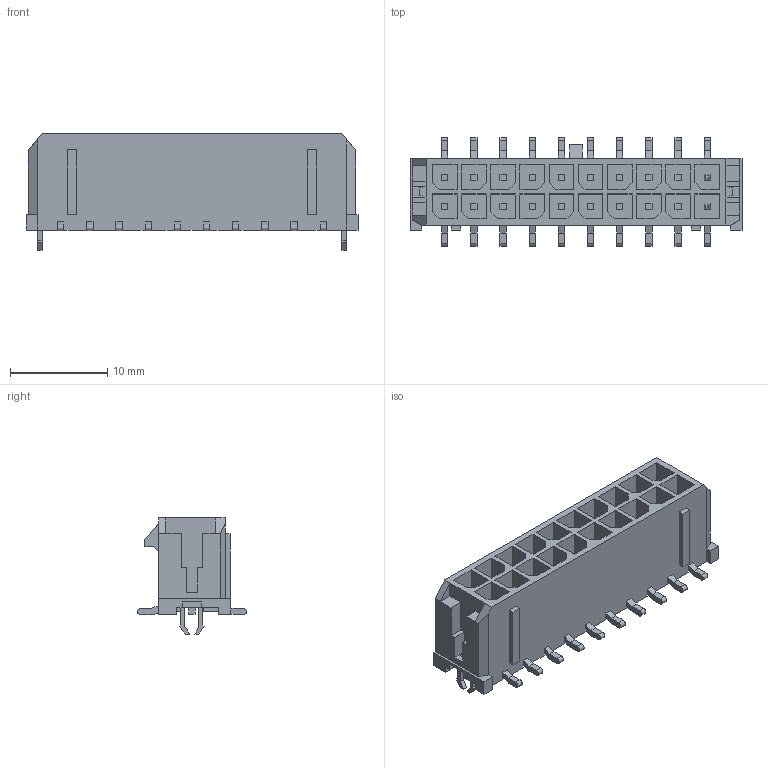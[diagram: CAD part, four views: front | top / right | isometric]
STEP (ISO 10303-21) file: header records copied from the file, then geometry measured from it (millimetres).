
FILE_DESCRIPTION((''),'2;1');
FILE_NAME('430452016','2020-04-17T',('gga'),(''),'PRO/ENGINEER BY PARAMETRIC TECHNOLOGY CORPORATION, 2016010','PRO/ENGINEER BY PARAMETRIC TECHNOLOGY CORPORATION, 2016010','');
FILE_SCHEMA(('CONFIG_CONTROL_DESIGN'));
Length unit declared in the file: millimetre
Products named in the file (1): 430452016
Bounding box: 34.15 x 11.2 x 11.96 mm (x, y, z)
Volume: 1363.8 mm3; surface area: 3067.3 mm2
Topology: 1 solids, 1 shells, 767 faces, 2029 edges, 1313 vertices
Faces by surface type: plane 746, cylinder 21
Entity records: 22898 total; most frequent: CARTESIAN_POINT 4015, ORIENTED_EDGE 3872, DIRECTION 3611, VECTOR 1983, LINE 1983, EDGE_CURVE 1936, VERTEX_POINT 1218, AXIS2_PLACEMENT_3D 814
